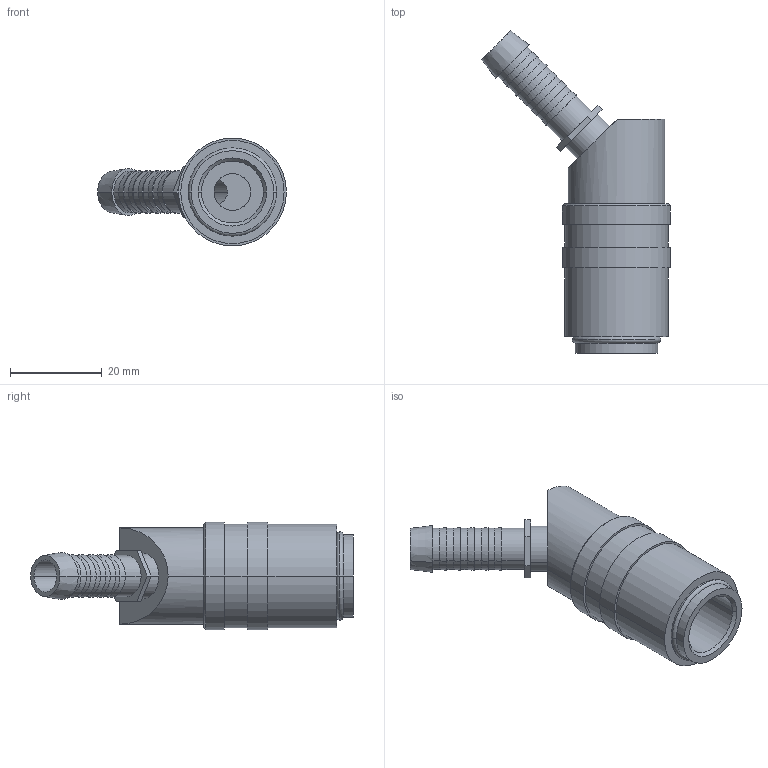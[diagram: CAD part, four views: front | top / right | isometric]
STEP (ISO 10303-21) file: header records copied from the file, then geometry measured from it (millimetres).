
FILE_DESCRIPTION(('STEP AP214'),'1');
FILE_NAME('esh_9_tl-45ab.stp','2020-04-22T06:07:21',('TraceParts'),('TraceParts S.A.'),'Spatial InterOp 3D',' ',' ');
FILE_SCHEMA(('automotive_design'));
Length unit declared in the file: millimetre
Products named in the file (1): 1
Bounding box: 41.12 x 70.27 x 23.5 mm (x, y, z)
Volume: 15445.3 mm3; surface area: 7331.9 mm2
Topology: 1 solids, 1 shells, 77 faces, 162 edges, 102 vertices
Faces by surface type: cylinder 32, plane 25, cone 16, torus 4
Entity records: 2831 total; most frequent: CARTESIAN_POINT 456, DIRECTION 409, ORIENTED_EDGE 324, AXIS2_PLACEMENT_3D 171, EDGE_CURVE 162, VERTEX_POINT 102, EDGE_LOOP 94, CIRCLE 89
